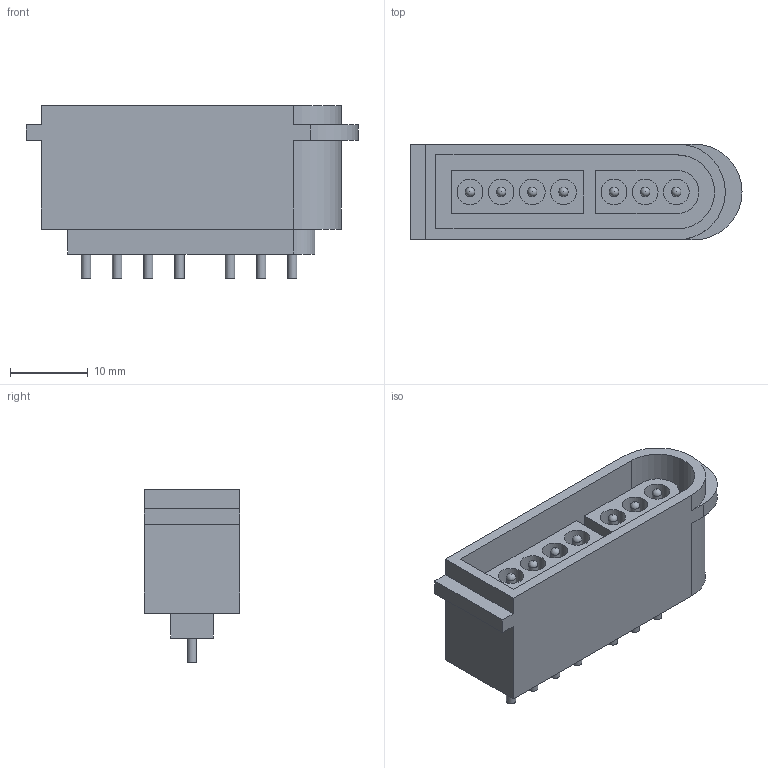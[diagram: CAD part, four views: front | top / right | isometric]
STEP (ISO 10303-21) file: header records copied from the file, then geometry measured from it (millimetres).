
FILE_DESCRIPTION(/* description */ ('Alibre Inc.'),/* implementation_level */ '2;1');
FILE_NAME(/* name */ 'export-BCEC2C97-93BF-40A5-91F0-140383D9CF2F',/* time_stamp */ '2021-04-23T21:26:22-07:00',/* author */ (''),/* organization */ (''),/* preprocessor_version */ 'ST-DEVELOPER v17',/* originating_system */ 'Alibre',/* authorisation */ '');
FILE_SCHEMA (('AUTOMOTIVE_DESIGN'));
Length unit declared in the file: centimetre
Bounding box: 42.64 x 12.3 x 22.15 mm (x, y, z)
Volume: 5252.5 mm3; surface area: 5782.5 mm2
Topology: 8 solids, 8 shells, 76 faces, 182 edges, 126 vertices
Faces by surface type: plane 42, cylinder 27, sphere 7
Full cylindrical faces by diameter (mm): 1.2 x14, 3.3 x7
Entity records: 1645 total; most frequent: CARTESIAN_POINT 267, DIRECTION 261, ORIENTED_EDGE 228, EDGE_CURVE 114, AXIS2_PLACEMENT_3D 113, EDGE_LOOP 98, FACE_BOUND 98, VERTEX_POINT 86
